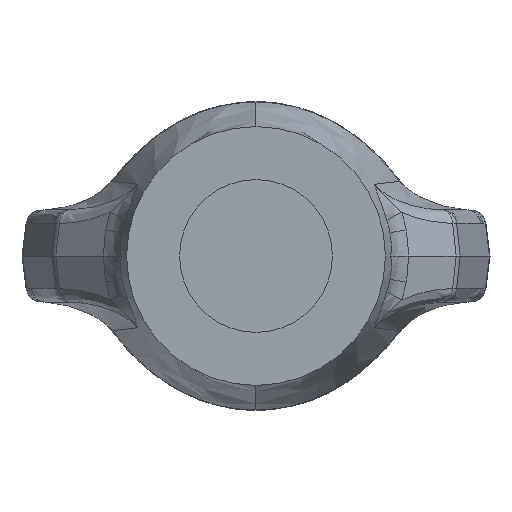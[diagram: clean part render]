
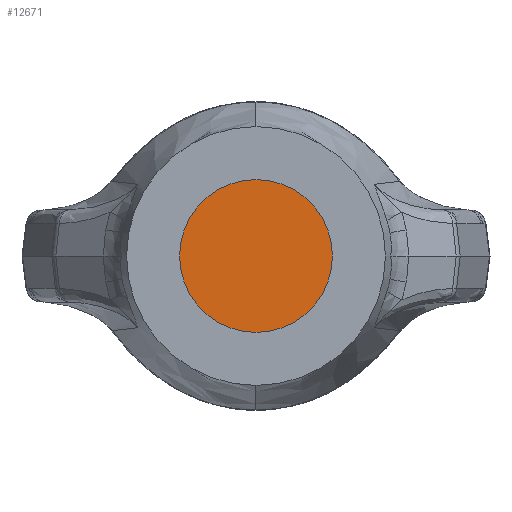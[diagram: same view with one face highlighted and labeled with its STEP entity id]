
A CAD part, front view. The second image highlights one B-rep face of the part: STEP entity #12671.
In plain terms, the highlighted planar face has unit normal (0, -1, 0).
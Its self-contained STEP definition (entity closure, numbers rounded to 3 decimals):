
#5663 = PLANE('',#5664);
#5664 = AXIS2_PLACEMENT_3D('',#5665,#5666,#5667);
#5665 = CARTESIAN_POINT('',(0.,0.,0.));
#5666 = DIRECTION('',(0.,1.,0.));
#5667 = DIRECTION('',(1.,0.,0.));
#12619 = EDGE_CURVE('',#12620,#12622,#12624,.T.);
#12620 = VERTEX_POINT('',#12621);
#12621 = CARTESIAN_POINT('',(0.,0.,7.493));
#12622 = VERTEX_POINT('',#12623);
#12623 = CARTESIAN_POINT('',(0.,0.,-7.493));
#12624 = SURFACE_CURVE('',#12625,(#12630,#12637),.PCURVE_S1.);
#12625 = CIRCLE('',#12626,7.493);
#12626 = AXIS2_PLACEMENT_3D('',#12627,#12628,#12629);
#12627 = CARTESIAN_POINT('',(0.,0.,0.));
#12628 = DIRECTION('',(0.,1.,0.));
#12629 = DIRECTION('',(0.,0.,1.));
#12630 = PCURVE('',#5663,#12631);
#12631 = DEFINITIONAL_REPRESENTATION('',(#12632),#12636);
#12632 = CIRCLE('',#12633,7.493);
#12633 = AXIS2_PLACEMENT_2D('',#12634,#12635);
#12634 = CARTESIAN_POINT('',(0.,0.));
#12635 = DIRECTION('',(0.,-1.));
#12636 = ( GEOMETRIC_REPRESENTATION_CONTEXT(2) 
PARAMETRIC_REPRESENTATION_CONTEXT() REPRESENTATION_CONTEXT('2D SPACE',''
  ) );
#12637 = PCURVE('',#12638,#12643);
#12638 = PLANE('',#12639);
#12639 = AXIS2_PLACEMENT_3D('',#12640,#12641,#12642);
#12640 = CARTESIAN_POINT('',(0.,0.,0.)
  );
#12641 = DIRECTION('',(0.,1.,0.));
#12642 = DIRECTION('',(0.,0.,1.));
#12643 = DEFINITIONAL_REPRESENTATION('',(#12644),#12648);
#12644 = CIRCLE('',#12645,7.493);
#12645 = AXIS2_PLACEMENT_2D('',#12646,#12647);
#12646 = CARTESIAN_POINT('',(0.,0.));
#12647 = DIRECTION('',(1.,0.));
#12648 = ( GEOMETRIC_REPRESENTATION_CONTEXT(2) 
PARAMETRIC_REPRESENTATION_CONTEXT() REPRESENTATION_CONTEXT('2D SPACE',''
  ) );
#12650 = EDGE_CURVE('',#12622,#12620,#12651,.T.);
#12651 = SURFACE_CURVE('',#12652,(#12657,#12664),.PCURVE_S1.);
#12652 = CIRCLE('',#12653,7.493);
#12653 = AXIS2_PLACEMENT_3D('',#12654,#12655,#12656);
#12654 = CARTESIAN_POINT('',(0.,0.,0.));
#12655 = DIRECTION('',(0.,1.,0.));
#12656 = DIRECTION('',(0.,0.,1.));
#12657 = PCURVE('',#5663,#12658);
#12658 = DEFINITIONAL_REPRESENTATION('',(#12659),#12663);
#12659 = CIRCLE('',#12660,7.493);
#12660 = AXIS2_PLACEMENT_2D('',#12661,#12662);
#12661 = CARTESIAN_POINT('',(0.,0.));
#12662 = DIRECTION('',(0.,-1.));
#12663 = ( GEOMETRIC_REPRESENTATION_CONTEXT(2) 
PARAMETRIC_REPRESENTATION_CONTEXT() REPRESENTATION_CONTEXT('2D SPACE',''
  ) );
#12664 = PCURVE('',#12638,#12665);
#12665 = DEFINITIONAL_REPRESENTATION('',(#12666),#12670);
#12666 = CIRCLE('',#12667,7.493);
#12667 = AXIS2_PLACEMENT_2D('',#12668,#12669);
#12668 = CARTESIAN_POINT('',(0.,0.));
#12669 = DIRECTION('',(1.,0.));
#12670 = ( GEOMETRIC_REPRESENTATION_CONTEXT(2) 
PARAMETRIC_REPRESENTATION_CONTEXT() REPRESENTATION_CONTEXT('2D SPACE',''
  ) );
#12671 = ADVANCED_FACE('',(#12672),#12638,.F.);
#12672 = FACE_BOUND('',#12673,.F.);
#12673 = EDGE_LOOP('',(#12674,#12675));
#12674 = ORIENTED_EDGE('',*,*,#12619,.T.);
#12675 = ORIENTED_EDGE('',*,*,#12650,.T.);
